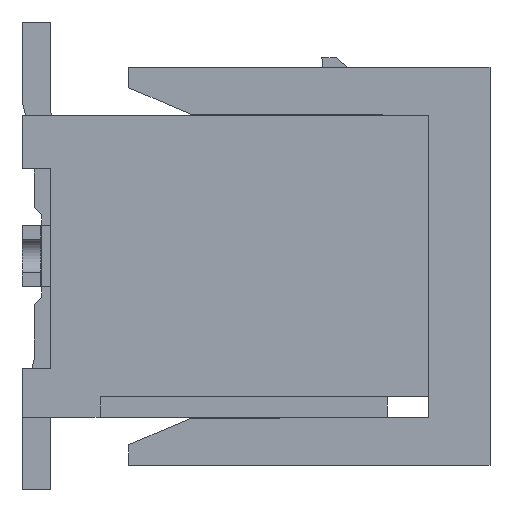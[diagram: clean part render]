
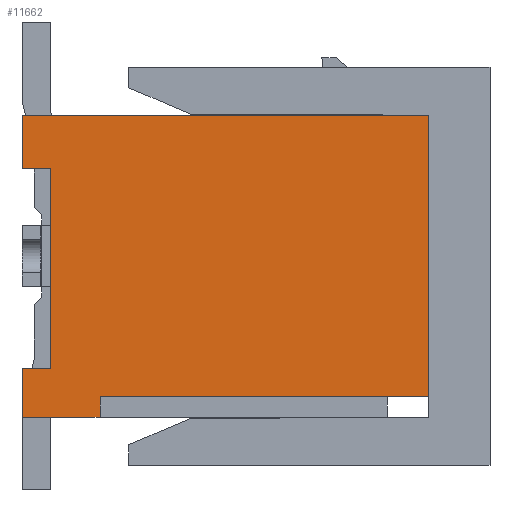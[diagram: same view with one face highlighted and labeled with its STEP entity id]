
A CAD part, left-side view. The second image highlights one B-rep face of the part: STEP entity #11662.
In plain terms, the highlighted planar face has unit normal (-1, 0, 0).
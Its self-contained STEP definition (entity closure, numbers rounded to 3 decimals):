
#1451=ORIENTED_EDGE('',*,*,#4632,.F.);
#1452=ORIENTED_EDGE('',*,*,#4630,.F.);
#1453=ORIENTED_EDGE('',*,*,#4726,.F.);
#1454=ORIENTED_EDGE('',*,*,#4727,.F.);
#1455=ORIENTED_EDGE('',*,*,#4715,.T.);
#1456=ORIENTED_EDGE('',*,*,#3881,.T.);
#1457=ORIENTED_EDGE('',*,*,#4728,.T.);
#1458=ORIENTED_EDGE('',*,*,#4590,.F.);
#1459=ORIENTED_EDGE('',*,*,#4594,.F.);
#1460=ORIENTED_EDGE('',*,*,#4531,.F.);
#3881=EDGE_CURVE('',#5586,#5585,#6719,.T.);
#4531=EDGE_CURVE('',#6169,#6170,#7325,.T.);
#4590=EDGE_CURVE('',#6223,#6224,#7384,.T.);
#4594=EDGE_CURVE('',#6170,#6223,#7388,.T.);
#4630=EDGE_CURVE('',#6247,#6241,#7424,.T.);
#4632=EDGE_CURVE('',#6241,#6169,#7425,.T.);
#4715=EDGE_CURVE('',#6308,#5586,#7508,.T.);
#4726=EDGE_CURVE('',#6313,#6247,#7519,.T.);
#4727=EDGE_CURVE('',#6308,#6313,#7520,.T.);
#4728=EDGE_CURVE('',#5585,#6224,#7521,.T.);
#5585=VERTEX_POINT('',#16233);
#5586=VERTEX_POINT('',#16235);
#6169=VERTEX_POINT('',#17567);
#6170=VERTEX_POINT('',#17569);
#6223=VERTEX_POINT('',#17687);
#6224=VERTEX_POINT('',#17689);
#6241=VERTEX_POINT('',#17745);
#6247=VERTEX_POINT('',#17757);
#6308=VERTEX_POINT('',#17912);
#6313=VERTEX_POINT('',#17930);
#6719=LINE('',#16234,#8319);
#7325=LINE('',#17568,#8925);
#7384=LINE('',#17688,#8984);
#7388=LINE('',#17695,#8988);
#7424=LINE('',#17758,#9024);
#7425=LINE('',#17761,#9025);
#7508=LINE('',#17911,#9108);
#7519=LINE('',#17931,#9119);
#7520=LINE('',#17933,#9120);
#7521=LINE('',#17934,#9121);
#8319=VECTOR('',#13071,1000.);
#8925=VECTOR('',#13965,1000.);
#8984=VECTOR('',#14038,1000.);
#8988=VECTOR('',#14044,1000.);
#9024=VECTOR('',#14090,1000.);
#9025=VECTOR('',#14095,1000.);
#9108=VECTOR('',#14192,1000.);
#9119=VECTOR('',#14209,1000.);
#9120=VECTOR('',#14212,1000.);
#9121=VECTOR('',#14213,1000.);
#9942=EDGE_LOOP('',(#1451,#1452,#1453,#1454,#1455,#1456,#1457,#1458,#1459,
#1460));
#10568=FACE_BOUND('',#9942,.T.);
#11142=PLANE('',#12329);
#11662=ADVANCED_FACE('',(#10568),#11142,.T.);
#12329=AXIS2_PLACEMENT_3D('',#17932,#14210,#14211);
#13071=DIRECTION('',(0.,0.,1.));
#13965=DIRECTION('',(0.,0.,1.));
#14038=DIRECTION('',(0.,0.,1.));
#14044=DIRECTION('',(0.,1.,0.));
#14090=DIRECTION('',(0.,0.,1.));
#14095=DIRECTION('',(0.,-1.,0.));
#14192=DIRECTION('',(0.,-1.,0.));
#14209=DIRECTION('',(0.,1.,0.));
#14210=DIRECTION('',(-1.,0.,0.));
#14211=DIRECTION('',(0.,0.,1.));
#14212=DIRECTION('',(0.,0.,-1.));
#14213=DIRECTION('',(0.,1.,0.));
#16233=CARTESIAN_POINT('',(-19.85,-4.95,3.68));
#16234=CARTESIAN_POINT('',(-19.85,-4.95,-3.68));
#16235=CARTESIAN_POINT('',(-19.85,-4.95,-3.18));
#17567=CARTESIAN_POINT('',(-19.85,4.25,-2.48));
#17568=CARTESIAN_POINT('',(-19.85,4.25,-2.48));
#17569=CARTESIAN_POINT('',(-19.85,4.25,2.37));
#17687=CARTESIAN_POINT('',(-19.85,4.95,2.37));
#17688=CARTESIAN_POINT('',(-19.85,4.95,-3.68));
#17689=CARTESIAN_POINT('',(-19.85,4.95,3.68));
#17695=CARTESIAN_POINT('',(-19.85,4.25,2.37));
#17745=CARTESIAN_POINT('',(-19.85,4.95,-2.48));
#17757=CARTESIAN_POINT('',(-19.85,4.95,-3.68));
#17758=CARTESIAN_POINT('',(-19.85,4.95,-3.68));
#17761=CARTESIAN_POINT('',(-19.85,4.95,-2.48));
#17911=CARTESIAN_POINT('',(-19.85,-4.95,-3.18));
#17912=CARTESIAN_POINT('',(-19.85,3.05,-3.18));
#17930=CARTESIAN_POINT('',(-19.85,3.05,-3.68));
#17931=CARTESIAN_POINT('',(-19.85,-4.95,-3.68));
#17932=CARTESIAN_POINT('',(-19.85,-4.95,-3.68));
#17933=CARTESIAN_POINT('',(-19.85,3.05,-3.18));
#17934=CARTESIAN_POINT('',(-19.85,-4.95,3.68));
